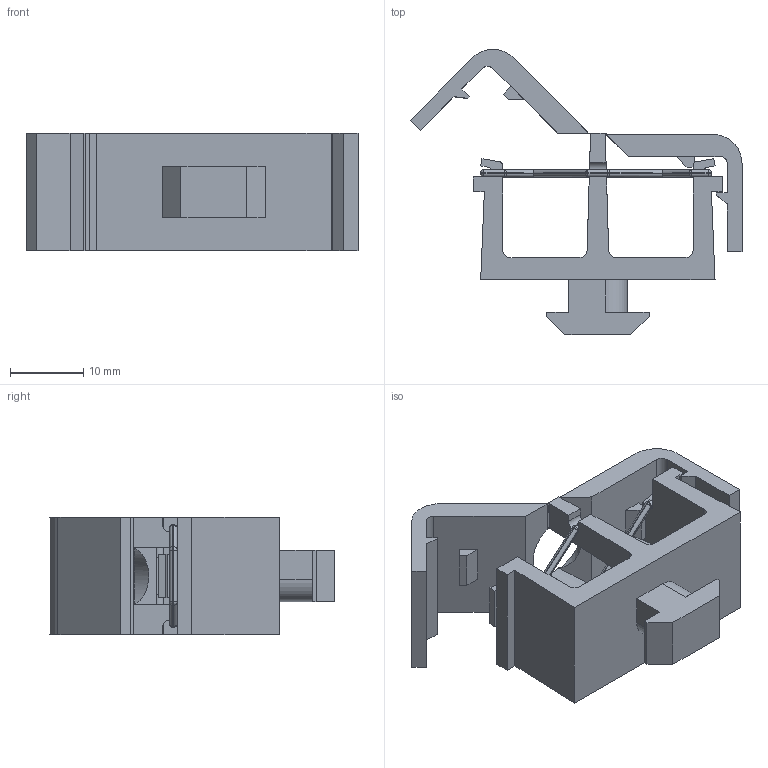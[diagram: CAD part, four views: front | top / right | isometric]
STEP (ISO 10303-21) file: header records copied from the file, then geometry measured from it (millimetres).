
FILE_DESCRIPTION(/* description */ (''),/* implementation_level */ '2;1');
FILE_NAME(/* name */ '11393_KriTec_Clip-Kabelbinder_mit_Gummi_und_Einschwenkfuss_fuer_Profilnut_8.stp',/* time_stamp */ '2015-01-26T09:55:56+01:00',/* author */ ('kostic'),/* organization */ (''),/* preprocessor_version */ 'ST-DEVELOPER v15.2',/* originating_system */ 'Autodesk Inventor 2014',/* authorisation */ '');
FILE_SCHEMA (('AUTOMOTIVE_DESIGN { 1 0 10303 214 3 1 1 }'));
Length unit declared in the file: millimetre
Products named in the file (1): 11393_KriTec_Clip-Kabelbinder_mit_Gummi_und_Einschwenkfuss_fuer_Profi
lnut_8
Bounding box: 45.33 x 38.91 x 16 mm (x, y, z)
Volume: 5851.5 mm3; surface area: 5812.6 mm2
Topology: 2 solids, 2 shells, 265 faces, 724 edges, 424 vertices
Faces by surface type: plane 133, cylinder 108, sphere 24
Full cylindrical faces by diameter (mm): 4.3 x1, 8 x1
Entity records: 8191 total; most frequent: CARTESIAN_POINT 1507, DIRECTION 1425, ORIENTED_EDGE 1398, EDGE_CURVE 697, AXIS2_PLACEMENT_3D 479, LINE 467, VECTOR 467, VERTEX_POINT 423
